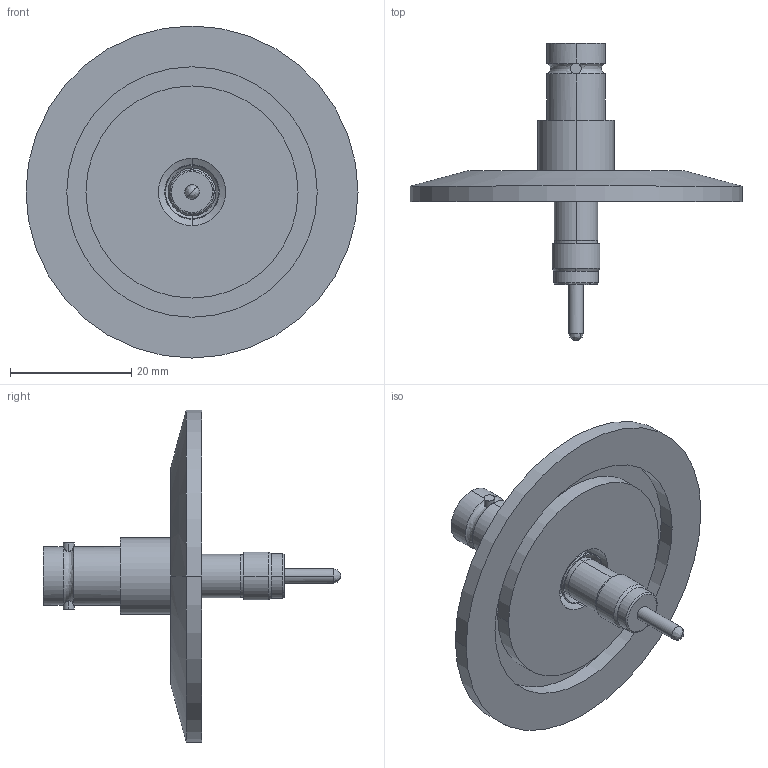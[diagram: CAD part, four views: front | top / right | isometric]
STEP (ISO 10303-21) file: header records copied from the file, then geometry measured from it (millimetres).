
FILE_DESCRIPTION (( 'STEP AP203' ), '1' );
FILE_NAME ('A0346-1-QF.STEP', '2013-08-28T13:46:48', ( '' ), ( '' ), 'SwSTEP 2.0', 'SolidWorks 2012', '' );
FILE_SCHEMA (( 'CONFIG_CONTROL_DESIGN' ));
Length unit declared in the file: inch
Products named in the file (1): A0346-1-QF
Bounding box: 54.86 x 49.15 x 54.86 mm (x, y, z)
Volume: 10798.7 mm3; surface area: 8898.9 mm2
Topology: 1 solids, 2 shells, 109 faces, 246 edges, 153 vertices
Faces by surface type: cylinder 56, cone 26, plane 19, bspline 8
Entity records: 3303 total; most frequent: CARTESIAN_POINT 729, DIRECTION 574, ORIENTED_EDGE 488, AXIS2_PLACEMENT_3D 246, EDGE_CURVE 244, VERTEX_POINT 153, CIRCLE 144, EDGE_LOOP 125
